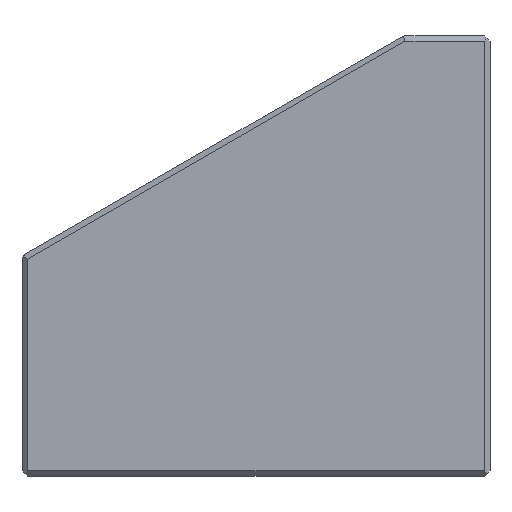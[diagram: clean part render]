
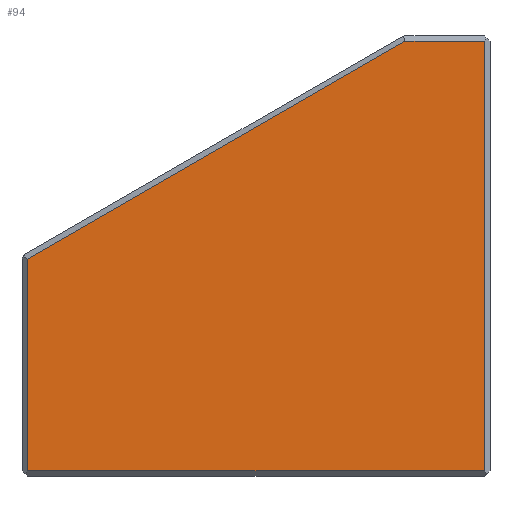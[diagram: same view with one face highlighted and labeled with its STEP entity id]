
A CAD part, left-side view. The second image highlights one B-rep face of the part: STEP entity #94.
In plain terms, the highlighted planar face has unit normal (-1, 0, 0).
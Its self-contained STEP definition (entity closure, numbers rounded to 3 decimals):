
#94 = ADVANCED_FACE( '', ( #169 ), #170, .T. );
#169 = FACE_OUTER_BOUND( '', #285, .T. );
#170 = PLANE( '', #286 );
#285 = EDGE_LOOP( '', ( #514, #515, #516, #517, #518 ) );
#286 = AXIS2_PLACEMENT_3D( '', #519, #520, #521 );
#514 = ORIENTED_EDGE( '', *, *, #772, .T. );
#515 = ORIENTED_EDGE( '', *, *, #773, .T. );
#516 = ORIENTED_EDGE( '', *, *, #774, .T. );
#517 = ORIENTED_EDGE( '', *, *, #775, .T. );
#518 = ORIENTED_EDGE( '', *, *, #711, .T. );
#519 = CARTESIAN_POINT( '', ( 0., -42.5, 0. ) );
#520 = DIRECTION( '', ( -1., 0., 0. ) );
#521 = DIRECTION( '', ( 0., 0., 1. ) );
#711 = EDGE_CURVE( '', #824, #821, #825, .T. );
#772 = EDGE_CURVE( '', #821, #930, #931, .T. );
#773 = EDGE_CURVE( '', #930, #932, #933, .T. );
#774 = EDGE_CURVE( '', #932, #934, #935, .T. );
#775 = EDGE_CURVE( '', #934, #824, #936, .T. );
#821 = VERTEX_POINT( '', #1003 );
#824 = VERTEX_POINT( '', #1007 );
#825 = LINE( '', #1008, #1009 );
#930 = VERTEX_POINT( '', #1163 );
#931 = LINE( '', #1164, #1165 );
#932 = VERTEX_POINT( '', #1166 );
#933 = LINE( '', #1167, #1168 );
#934 = VERTEX_POINT( '', #1169 );
#935 = LINE( '', #1170, #1171 );
#936 = LINE( '', #1172, #1173 );
#1003 = CARTESIAN_POINT( '', ( 0., 41.5, 1. ) );
#1007 = CARTESIAN_POINT( '', ( 0., 41.5, 39.423 ) );
#1008 = CARTESIAN_POINT( '', ( 0., 41.5, 1. ) );
#1009 = VECTOR( '', #1255, 1000. );
#1163 = CARTESIAN_POINT( '', ( 0., -41.5, 1. ) );
#1164 = CARTESIAN_POINT( '', ( 0., -42.5, 1. ) );
#1165 = VECTOR( '', #1338, 1000. );
#1166 = CARTESIAN_POINT( '', ( 0., -41.5, 79. ) );
#1167 = CARTESIAN_POINT( '', ( 0., -41.5, 0. ) );
#1168 = VECTOR( '', #1339, 1000. );
#1169 = CARTESIAN_POINT( '', ( 0., -27.05, 79. ) );
#1170 = CARTESIAN_POINT( '', ( 0., -42.5, 79. ) );
#1171 = VECTOR( '', #1340, 1000. );
#1172 = CARTESIAN_POINT( '', ( 0., 41.5, 39.423 ) );
#1173 = VECTOR( '', #1341, 1000. );
#1255 = DIRECTION( '', ( 0., 0., -1. ) );
#1338 = DIRECTION( '', ( 0., -1., 0. ) );
#1339 = DIRECTION( '', ( 0., 0., 1. ) );
#1340 = DIRECTION( '', ( 0., 1., 0. ) );
#1341 = DIRECTION( '', ( 0., 0.866, -0.5 ) );
